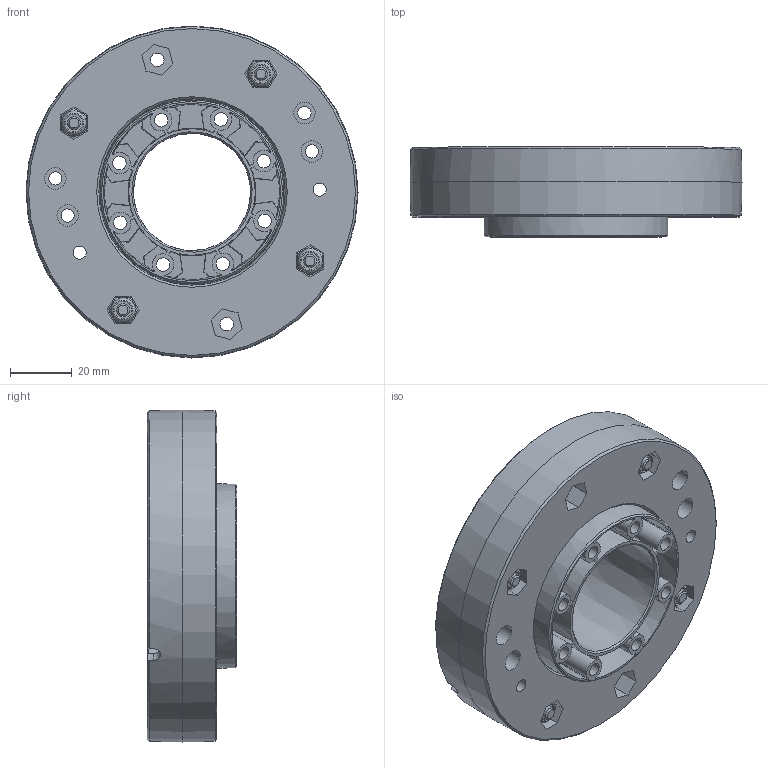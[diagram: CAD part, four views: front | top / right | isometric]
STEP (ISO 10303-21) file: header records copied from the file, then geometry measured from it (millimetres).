
FILE_DESCRIPTION(/* description */ (''),/* implementation_level */ '2;1');
FILE_NAME(/* name */ '4.25'''' diameter Turntable Bearing.iam.step',/* time_stamp */ '2020-04-16T23:33:05-04:00',/* author */ ('Jordan'),/* organization */ (''),/* preprocessor_version */ 'ST-DEVELOPER v17',/* originating_system */ 'Autodesk Inventor 2019',/* authorisation */ '');
FILE_SCHEMA (('AUTOMOTIVE_DESIGN { 1 0 10303 214 3 1 1 }'));
Length unit declared in the file: inch
Products named in the file (6): 4.25'' diameter Turntable Bearing; 276-1810-002; 276-1810-004; Screw 8-32 x 0.750''-Silver; 276-1810-003; Nut 8-32 Nylock
Assembly tree (7 placements, depth 2):
  4.25'' diameter Turntable Bearing
    Nut 8-32 Nylock  x4
    276-1810-002
    276-1810-004
    276-1810-003
  Screw 8-32 x 0.750''-Silver
Bounding box: 107.95 x 29.19 x 107.95 mm (x, y, z)
Volume: 81065.9 mm3; surface area: 95955.7 mm2
Topology: 11 solids, 11 shells, 1134 faces, 3251 edges, 2200 vertices
Faces by surface type: plane 487, cylinder 452, cone 115, bspline 42, torus 30, sphere 8
Full cylindrical faces by diameter (mm): 3.391 x4, 4.166 x4, 4.3 x6, 4.4 x20, 5.588 x4, 7 x4, 7.5 x8, 7.874 x4, 7.925 x4, 8 x2, 8.5 x6, 10 x2
Entity records: 38785 total; most frequent: CARTESIAN_POINT 10763, DIRECTION 6055, ORIENTED_EDGE 5900, EDGE_CURVE 2950, AXIS2_PLACEMENT_3D 2343, VERTEX_POINT 2002, LINE 1369, VECTOR 1369
